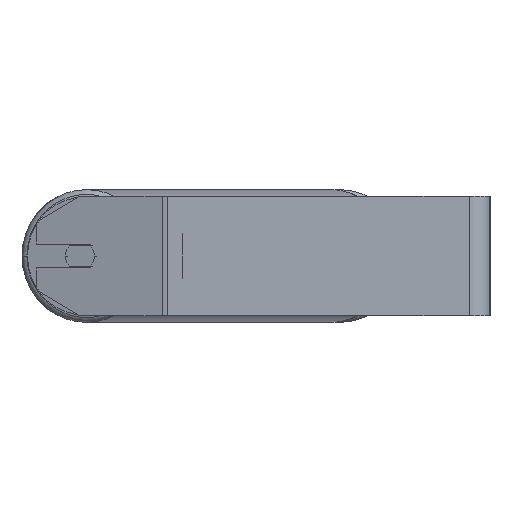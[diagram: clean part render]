
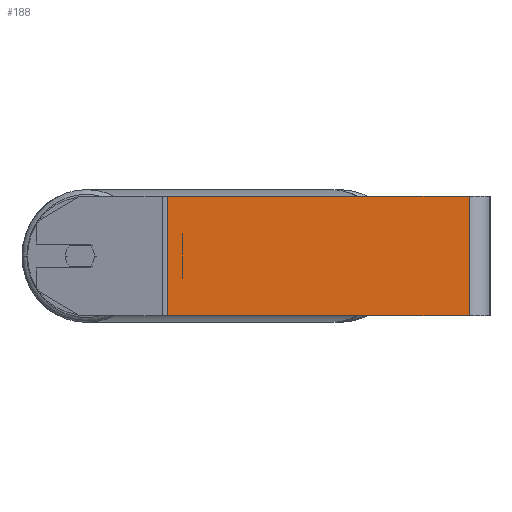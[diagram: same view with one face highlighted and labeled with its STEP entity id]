
A CAD part, left-side view. The second image highlights one B-rep face of the part: STEP entity #188.
In plain terms, the highlighted planar face has unit normal (-1, 0, 0).
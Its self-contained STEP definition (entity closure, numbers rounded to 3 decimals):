
#5 = VECTOR ( 'NONE', #7155, 1000. ) ;
#29 = CARTESIAN_POINT ( 'NONE',  ( -1000., 217.872, -40. ) ) ;
#188 = ADVANCED_FACE ( 'NONE', ( #962 ), #3577, .F. ) ;
#925 = DIRECTION ( 'NONE',  ( 1., 0., 0. ) ) ;
#962 = FACE_OUTER_BOUND ( 'NONE', #7257, .T. ) ;
#1051 = VECTOR ( 'NONE', #2871, 1000. ) ;
#1750 = LINE ( 'NONE', #3118, #5 ) ;
#1833 = LINE ( 'NONE', #2496, #8212 ) ;
#2126 = EDGE_CURVE ( 'NONE', #6008, #4690, #1750, .T. ) ;
#2274 = CARTESIAN_POINT ( 'NONE',  ( -1000., 14., 40. ) ) ;
#2313 = VERTEX_POINT ( 'NONE', #7631 ) ;
#2496 = CARTESIAN_POINT ( 'NONE',  ( -1000., 216.029, 40. ) ) ;
#2725 = DIRECTION ( 'NONE',  ( 0., -1., 0. ) ) ;
#2871 = DIRECTION ( 'NONE',  ( 0., 0., -1. ) ) ;
#3118 = CARTESIAN_POINT ( 'NONE',  ( -1000., 217.872, 40. ) ) ;
#3375 = LINE ( 'NONE', #29, #7405 ) ;
#3577 = PLANE ( 'NONE',  #8176 ) ;
#3794 = VERTEX_POINT ( 'NONE', #4552 ) ;
#4328 = CARTESIAN_POINT ( 'NONE',  ( -1000., 217.872, 40. ) ) ;
#4390 = EDGE_CURVE ( 'NONE', #6008, #2313, #1833, .T. ) ;
#4552 = CARTESIAN_POINT ( 'NONE',  ( -1000., 14., -40. ) ) ;
#4690 = VERTEX_POINT ( 'NONE', #2274 ) ;
#4993 = DIRECTION ( 'NONE',  ( 0., 0., -1. ) ) ;
#5030 = LINE ( 'NONE', #5650, #1051 ) ;
#5492 = ORIENTED_EDGE ( 'NONE', *, *, #6844, .T. ) ;
#5533 = ORIENTED_EDGE ( 'NONE', *, *, #7665, .F. ) ;
#5650 = CARTESIAN_POINT ( 'NONE',  ( -1000., 14., 40. ) ) ;
#6008 = VERTEX_POINT ( 'NONE', #7361 ) ;
#6389 = DIRECTION ( 'NONE',  ( 0., 0., -1. ) ) ;
#6844 = EDGE_CURVE ( 'NONE', #2313, #3794, #3375, .T. ) ;
#7155 = DIRECTION ( 'NONE',  ( 0., -1., 0. ) ) ;
#7257 = EDGE_LOOP ( 'NONE', ( #5492, #5533, #7952, #8497 ) ) ;
#7361 = CARTESIAN_POINT ( 'NONE',  ( -1000., 216.029, 40. ) ) ;
#7405 = VECTOR ( 'NONE', #2725, 1000. ) ;
#7631 = CARTESIAN_POINT ( 'NONE',  ( -1000., 216.029, -40. ) ) ;
#7665 = EDGE_CURVE ( 'NONE', #4690, #3794, #5030, .T. ) ;
#7952 = ORIENTED_EDGE ( 'NONE', *, *, #2126, .F. ) ;
#8176 = AXIS2_PLACEMENT_3D ( 'NONE', #4328, #925, #4993 ) ;
#8212 = VECTOR ( 'NONE', #6389, 1000. ) ;
#8497 = ORIENTED_EDGE ( 'NONE', *, *, #4390, .T. ) ;
